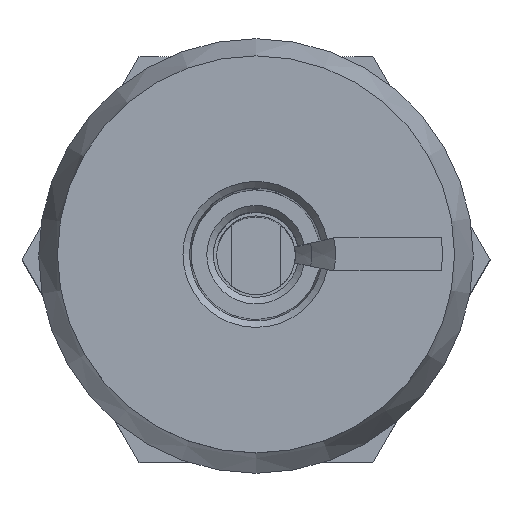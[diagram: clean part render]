
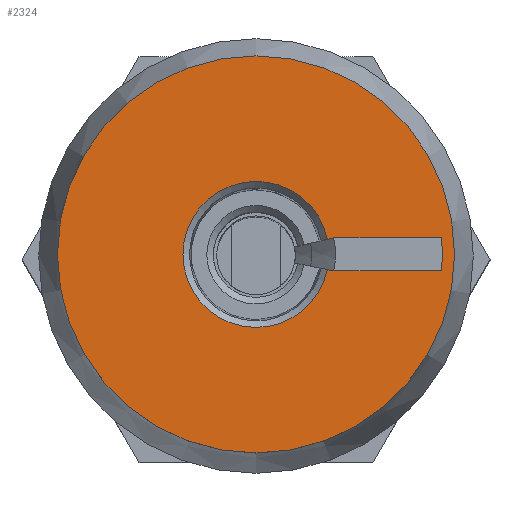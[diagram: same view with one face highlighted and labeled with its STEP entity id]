
A CAD part, top view. The second image highlights one B-rep face of the part: STEP entity #2324.
In plain terms, the highlighted planar face has unit normal (0, 0, 1).
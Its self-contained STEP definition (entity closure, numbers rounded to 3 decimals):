
#33=FACE_BOUND('',#442,.T.);
#187=PLANE('',#2564);
#304=FACE_OUTER_BOUND('',#441,.T.);
#441=EDGE_LOOP('',(#2057));
#442=EDGE_LOOP('',(#2058,#2059,#2060,#2061,#2062,#2063));
#492=LINE('',#3911,#675);
#497=LINE('',#3925,#680);
#551=LINE('',#4077,#734);
#644=LINE('',#4336,#827);
#675=VECTOR('',#2736,10.);
#680=VECTOR('',#2749,10.);
#734=VECTOR('',#2895,10.);
#827=VECTOR('',#3142,10.);
#856=CIRCLE('',#2430,5.675);
#920=CIRCLE('',#2565,6.05);
#921=CIRCLE('',#2566,2.225);
#992=VERTEX_POINT('',#3909);
#993=VERTEX_POINT('',#3910);
#996=VERTEX_POINT('',#3918);
#998=VERTEX_POINT('',#3924);
#1050=VERTEX_POINT('',#4076);
#1139=VERTEX_POINT('',#4334);
#1141=VERTEX_POINT('',#4348);
#1241=EDGE_CURVE('',#992,#993,#492,.T.);
#1245=EDGE_CURVE('',#996,#992,#856,.T.);
#1248=EDGE_CURVE('',#998,#996,#497,.T.);
#1324=EDGE_CURVE('',#1050,#998,#551,.T.);
#1453=EDGE_CURVE('',#993,#1139,#644,.T.);
#1459=EDGE_CURVE('',#1141,#1141,#920,.T.);
#1460=EDGE_CURVE('',#1050,#1139,#921,.T.);
#2057=ORIENTED_EDGE('',*,*,#1459,.T.);
#2058=ORIENTED_EDGE('',*,*,#1241,.T.);
#2059=ORIENTED_EDGE('',*,*,#1453,.T.);
#2060=ORIENTED_EDGE('',*,*,#1460,.F.);
#2061=ORIENTED_EDGE('',*,*,#1324,.T.);
#2062=ORIENTED_EDGE('',*,*,#1248,.T.);
#2063=ORIENTED_EDGE('',*,*,#1245,.T.);
#2324=ADVANCED_FACE('',(#304,#33),#187,.T.);
#2430=AXIS2_PLACEMENT_3D('',#3919,#2742,#2743);
#2564=AXIS2_PLACEMENT_3D('',#4347,#3160,#3161);
#2565=AXIS2_PLACEMENT_3D('',#4349,#3162,#3163);
#2566=AXIS2_PLACEMENT_3D('',#4350,#3164,#3165);
#2736=DIRECTION('',(-1.,0.,0.));
#2742=DIRECTION('center_axis',(0.,0.,-1.));
#2743=DIRECTION('ref_axis',(-1.,0.,0.));
#2749=DIRECTION('',(1.,0.,0.));
#2895=DIRECTION('',(0.978,0.208,0.));
#3142=DIRECTION('',(-0.978,0.208,0.));
#3160=DIRECTION('center_axis',(0.,0.,1.));
#3161=DIRECTION('ref_axis',(-1.,0.,0.));
#3162=DIRECTION('center_axis',(0.,0.,1.));
#3163=DIRECTION('ref_axis',(0.,-1.,0.));
#3164=DIRECTION('center_axis',(0.,0.,1.));
#3165=DIRECTION('ref_axis',(1.,0.,0.));
#3909=CARTESIAN_POINT('',(5.653,-0.504,79.3));
#3910=CARTESIAN_POINT('',(2.372,-0.504,79.3));
#3911=CARTESIAN_POINT('',(2.826,-0.504,79.3));
#3918=CARTESIAN_POINT('',(5.653,0.504,79.3));
#3919=CARTESIAN_POINT('Origin',(0.,0.,
79.3));
#3924=CARTESIAN_POINT('',(2.372,0.504,79.3));
#3925=CARTESIAN_POINT('',(1.186,0.504,79.3));
#4076=CARTESIAN_POINT('',(2.176,0.463,79.3));
#4077=CARTESIAN_POINT('',(0.885,0.188,79.3));
#4334=CARTESIAN_POINT('',(2.176,-0.463,79.3));
#4336=CARTESIAN_POINT('',(0.885,-0.188,79.3));
#4347=CARTESIAN_POINT('Origin',(0.,0.,79.3));
#4348=CARTESIAN_POINT('',(0.,6.05,79.3));
#4349=CARTESIAN_POINT('Origin',(0.,0.,79.3));
#4350=CARTESIAN_POINT('Origin',(0.,0.,79.3));
